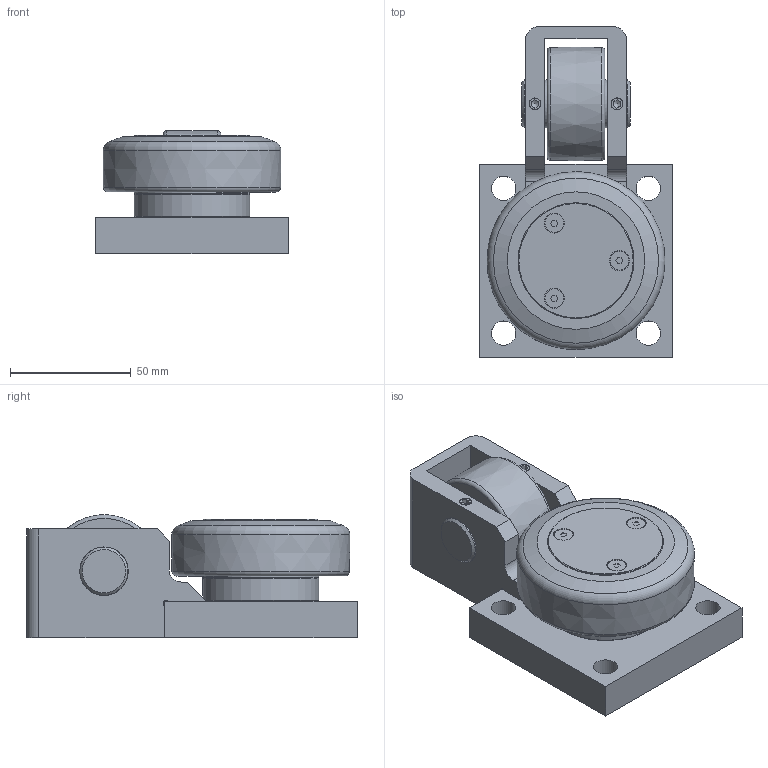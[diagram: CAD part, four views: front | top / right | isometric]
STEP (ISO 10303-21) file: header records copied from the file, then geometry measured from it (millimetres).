
FILE_DESCRIPTION(/* description */ ('-','CAx-IF Rec.Pracs.---Representation and Presentation of Product Manufacturing Information (PMI)---4.0---2014-10-13'),/* implementation_level */ '2;1');
FILE_NAME(/* name */ '12778323-421e-462c-aa6c-08eabfc8f2ac.stp',/* time_stamp */ '2020-04-01T16:43:38+02:00',/* author */ ('-'),/* organization */ ('NTI CADcenter A/S'),/* preprocessor_version */ 'ST-DEVELOPER v18',/* originating_system */ 'Autodesk Inventor 2020',/* authorisation */ '-');
FILE_SCHEMA (('AP242_MANAGED_MODEL_BASED_3D_ENGINEERING_MIM_LF { 1 0 10303 442 1 1 4 }'));
Length unit declared in the file: millimetre
Products named in the file (1): XSTR 070.6200_Kontur
Bounding box: 80 x 137 x 51 mm (x, y, z)
Volume: 291445.9 mm3; surface area: 54184 mm2
Topology: 2 solids, 2 shells, 129 faces, 346 edges, 239 vertices
Faces by surface type: plane 74, cylinder 30, cone 17, torus 6, bspline 2
Full cylindrical faces by diameter (mm): 4.917 x5, 7.8 x3, 8.3 x3, 10.106 x4, 20 x4, 20.1 x2, 48 x3
Entity records: 4275 total; most frequent: CARTESIAN_POINT 857, DIRECTION 721, ORIENTED_EDGE 688, EDGE_CURVE 344, AXIS2_PLACEMENT_3D 265, VERTEX_POINT 239, LINE 191, VECTOR 191
